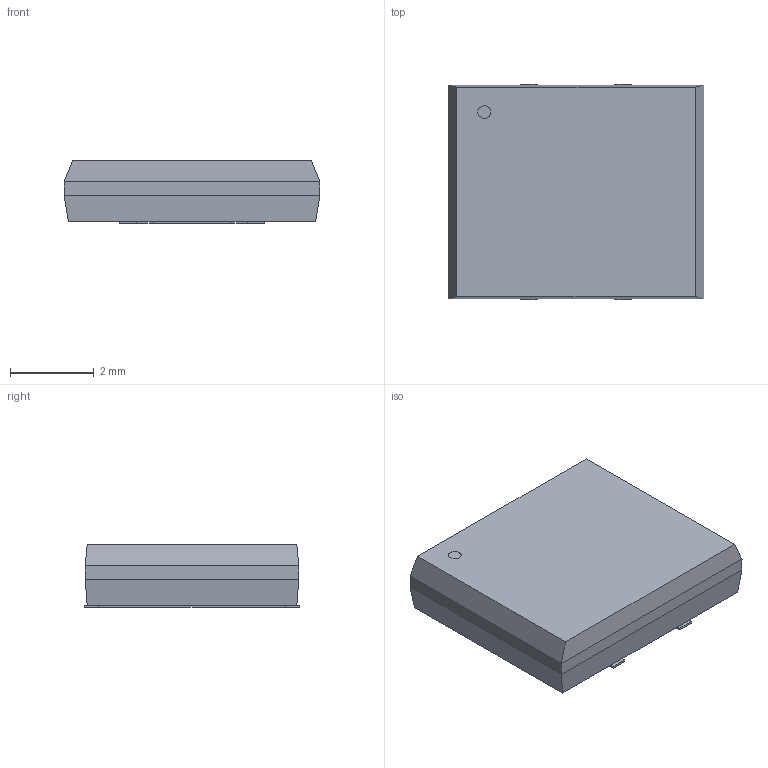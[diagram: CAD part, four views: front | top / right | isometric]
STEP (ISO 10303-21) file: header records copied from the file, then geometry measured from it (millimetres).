
FILE_DESCRIPTION(/* description */ (''),/* implementation_level */ '2;1');
FILE_NAME(/* name */ 'DQY8_3P2X4P3 v1.step',/* time_stamp */ '2019-04-28T04:32:25-04:00',/* author */ ('kbob'),/* organization */ (''),/* preprocessor_version */ 'ST-DEVELOPER v18',/* originating_system */ 'Autodesk Translation Framework v8.2.0.1029',/* authorisation */ '');
FILE_SCHEMA (('AUTOMOTIVE_DESIGN { 1 0 10303 214 3 1 1 }'));
Length unit declared in the file: millimetre
Products named in the file (1): DQY8_3P2X4P3
Bounding box: 6.1 x 5.15 x 1.5 mm (x, y, z)
Volume: 0.8 mm3; surface area: 123.9 mm2
Topology: 6 solids, 9 shells, 47 faces, 123 edges, 82 vertices
Faces by surface type: plane 46, cylinder 1
Full cylindrical faces by diameter (mm): 0.305 x1
Entity records: 1497 total; most frequent: CARTESIAN_POINT 253, DIRECTION 221, ORIENTED_EDGE 214, EDGE_CURVE 123, LINE 121, VECTOR 121, VERTEX_POINT 82, STYLED_ITEM 56
